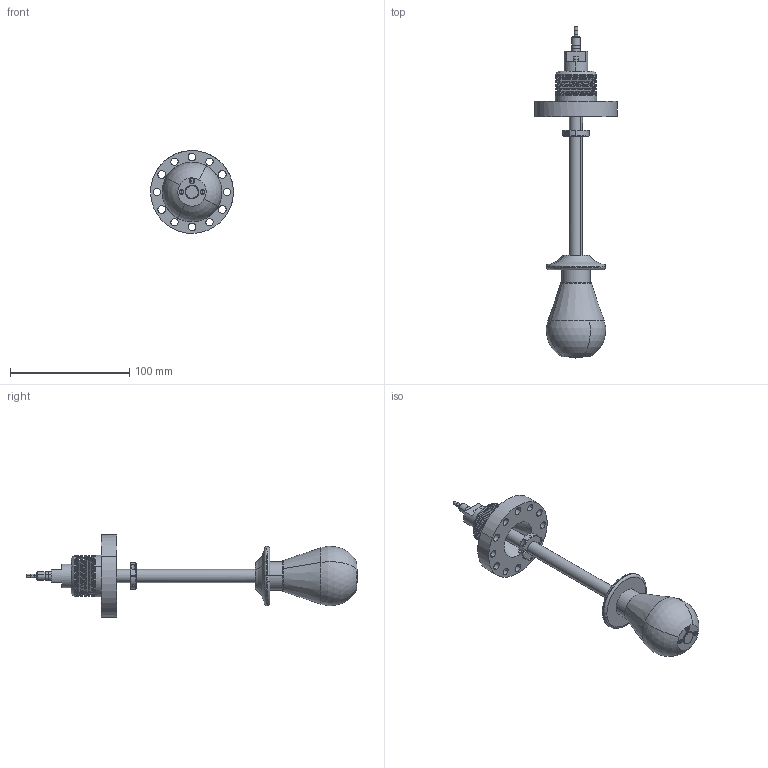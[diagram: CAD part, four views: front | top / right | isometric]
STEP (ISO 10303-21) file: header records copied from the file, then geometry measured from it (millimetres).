
FILE_DESCRIPTION(('CATIA V5 STEP Exchange'),'2;1');
FILE_NAME('WMG40-0100-0063.stp','2019-03-13T12:36:27+00:00',('none'),('none'),'CATIA Version 5 Release 20 SP 7 (IN-10)','CATIA V5 STEP AP214','none');
FILE_SCHEMA(('AUTOMOTIVE_DESIGN { 1 0 10303 214 1 1 1 1 }'));
Length unit declared in the file: millimetre
Products named in the file (1): WMG40-0100-0063_AllCATPart
Bounding box: 69.49 x 278.6 x 69.48 mm (x, y, z)
Volume: 147101.6 mm3; surface area: 89440.6 mm2
Topology: 5 solids, 22 shells, 890 faces, 2229 edges, 1395 vertices
Faces by surface type: plane 312, cylinder 263, cone 190, bspline 64, torus 53, sphere 8
Entity records: 34425 total; most frequent: CARTESIAN_POINT 12033, ORIENTED_EDGE 4406, DIRECTION 3205, EDGE_CURVE 2203, AXIS2_PLACEMENT_3D 1535, VERTEX_POINT 1395, EDGE_LOOP 998, VECTOR 985
